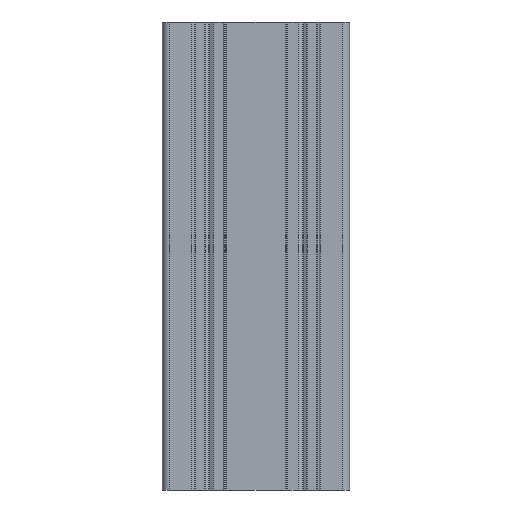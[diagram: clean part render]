
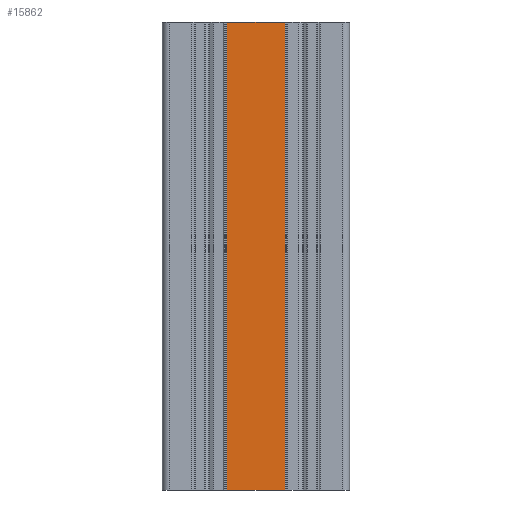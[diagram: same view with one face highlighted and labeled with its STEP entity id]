
A CAD part, left-side view. The second image highlights one B-rep face of the part: STEP entity #15862.
In plain terms, the highlighted planar face has unit normal (-1, 0, 0).
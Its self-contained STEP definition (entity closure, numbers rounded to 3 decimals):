
#44 = PLANE('',#45);
#45 = AXIS2_PLACEMENT_3D('',#46,#47,#48);
#46 = CARTESIAN_POINT('',(0.,0.,0.));
#47 = DIRECTION('',(-0.,-0.,-1.));
#48 = DIRECTION('',(-1.,0.,0.));
#100 = PLANE('',#101);
#101 = AXIS2_PLACEMENT_3D('',#102,#103,#104);
#102 = CARTESIAN_POINT('',(0.,0.,100.)
  );
#103 = DIRECTION('',(-0.,-0.,-1.));
#104 = DIRECTION('',(-1.,0.,0.));
#1076 = VERTEX_POINT('',#1077);
#1077 = CARTESIAN_POINT('',(-10.,-6.3,0.));
#1096 = CYLINDRICAL_SURFACE('',#1097,0.2);
#1097 = AXIS2_PLACEMENT_3D('',#1098,#1099,#1100);
#1098 = CARTESIAN_POINT('',(-9.8,-6.3,0.));
#1099 = DIRECTION('',(-0.,-0.,-1.));
#1100 = DIRECTION('',(1.,0.,0.));
#1108 = EDGE_CURVE('',#1076,#1109,#1111,.T.);
#1109 = VERTEX_POINT('',#1110);
#1110 = CARTESIAN_POINT('',(-10.,6.3,0.));
#1111 = SURFACE_CURVE('',#1112,(#1116,#1123),.PCURVE_S1.);
#1112 = LINE('',#1113,#1114);
#1113 = CARTESIAN_POINT('',(-10.,-18.5,0.));
#1114 = VECTOR('',#1115,1.);
#1115 = DIRECTION('',(0.,1.,0.));
#1116 = PCURVE('',#44,#1117);
#1117 = DEFINITIONAL_REPRESENTATION('',(#1118),#1122);
#1118 = LINE('',#1119,#1120);
#1119 = CARTESIAN_POINT('',(10.,-18.5));
#1120 = VECTOR('',#1121,1.);
#1121 = DIRECTION('',(0.,1.));
#1122 = ( GEOMETRIC_REPRESENTATION_CONTEXT(2) 
PARAMETRIC_REPRESENTATION_CONTEXT() REPRESENTATION_CONTEXT('2D SPACE',''
  ) );
#1123 = PCURVE('',#1124,#1129);
#1124 = PLANE('',#1125);
#1125 = AXIS2_PLACEMENT_3D('',#1126,#1127,#1128);
#1126 = CARTESIAN_POINT('',(-10.,-18.5,0.));
#1127 = DIRECTION('',(-1.,0.,0.));
#1128 = DIRECTION('',(0.,1.,0.));
#1129 = DEFINITIONAL_REPRESENTATION('',(#1130),#1134);
#1130 = LINE('',#1131,#1132);
#1131 = CARTESIAN_POINT('',(0.,0.));
#1132 = VECTOR('',#1133,1.);
#1133 = DIRECTION('',(1.,0.));
#1134 = ( GEOMETRIC_REPRESENTATION_CONTEXT(2) 
PARAMETRIC_REPRESENTATION_CONTEXT() REPRESENTATION_CONTEXT('2D SPACE',''
  ) );
#1153 = CYLINDRICAL_SURFACE('',#1154,0.2);
#1154 = AXIS2_PLACEMENT_3D('',#1155,#1156,#1157);
#1155 = CARTESIAN_POINT('',(-9.8,6.3,0.));
#1156 = DIRECTION('',(0.,0.,-1.));
#1157 = DIRECTION('',(1.,0.,0.));
#8792 = VERTEX_POINT('',#8793);
#8793 = CARTESIAN_POINT('',(-10.,-6.3,100.));
#8815 = EDGE_CURVE('',#8792,#8816,#8818,.T.);
#8816 = VERTEX_POINT('',#8817);
#8817 = CARTESIAN_POINT('',(-10.,6.3,100.));
#8818 = SURFACE_CURVE('',#8819,(#8823,#8830),.PCURVE_S1.);
#8819 = LINE('',#8820,#8821);
#8820 = CARTESIAN_POINT('',(-10.,-18.5,100.));
#8821 = VECTOR('',#8822,1.);
#8822 = DIRECTION('',(0.,1.,0.));
#8823 = PCURVE('',#100,#8824);
#8824 = DEFINITIONAL_REPRESENTATION('',(#8825),#8829);
#8825 = LINE('',#8826,#8827);
#8826 = CARTESIAN_POINT('',(10.,-18.5));
#8827 = VECTOR('',#8828,1.);
#8828 = DIRECTION('',(0.,1.));
#8829 = ( GEOMETRIC_REPRESENTATION_CONTEXT(2) 
PARAMETRIC_REPRESENTATION_CONTEXT() REPRESENTATION_CONTEXT('2D SPACE',''
  ) );
#8830 = PCURVE('',#1124,#8831);
#8831 = DEFINITIONAL_REPRESENTATION('',(#8832),#8836);
#8832 = LINE('',#8833,#8834);
#8833 = CARTESIAN_POINT('',(0.,-100.));
#8834 = VECTOR('',#8835,1.);
#8835 = DIRECTION('',(1.,0.));
#8836 = ( GEOMETRIC_REPRESENTATION_CONTEXT(2) 
PARAMETRIC_REPRESENTATION_CONTEXT() REPRESENTATION_CONTEXT('2D SPACE',''
  ) );
#15813 = EDGE_CURVE('',#1076,#8792,#15814,.T.);
#15814 = SURFACE_CURVE('',#15815,(#15819,#15826),.PCURVE_S1.);
#15815 = LINE('',#15816,#15817);
#15816 = CARTESIAN_POINT('',(-10.,-6.3,0.));
#15817 = VECTOR('',#15818,1.);
#15818 = DIRECTION('',(0.,0.,1.));
#15819 = PCURVE('',#1096,#15820);
#15820 = DEFINITIONAL_REPRESENTATION('',(#15821),#15825);
#15821 = LINE('',#15822,#15823);
#15822 = CARTESIAN_POINT('',(-3.142,0.));
#15823 = VECTOR('',#15824,1.);
#15824 = DIRECTION('',(-0.,-1.));
#15825 = ( GEOMETRIC_REPRESENTATION_CONTEXT(2) 
PARAMETRIC_REPRESENTATION_CONTEXT() REPRESENTATION_CONTEXT('2D SPACE',''
  ) );
#15826 = PCURVE('',#1124,#15827);
#15827 = DEFINITIONAL_REPRESENTATION('',(#15828),#15832);
#15828 = LINE('',#15829,#15830);
#15829 = CARTESIAN_POINT('',(12.2,0.));
#15830 = VECTOR('',#15831,1.);
#15831 = DIRECTION('',(0.,-1.));
#15832 = ( GEOMETRIC_REPRESENTATION_CONTEXT(2) 
PARAMETRIC_REPRESENTATION_CONTEXT() REPRESENTATION_CONTEXT('2D SPACE',''
  ) );
#15862 = ADVANCED_FACE('',(#15863),#1124,.T.);
#15863 = FACE_BOUND('',#15864,.T.);
#15864 = EDGE_LOOP('',(#15865,#15866,#15867,#15868));
#15865 = ORIENTED_EDGE('',*,*,#1108,.F.);
#15866 = ORIENTED_EDGE('',*,*,#15813,.T.);
#15867 = ORIENTED_EDGE('',*,*,#8815,.T.);
#15868 = ORIENTED_EDGE('',*,*,#15869,.F.);
#15869 = EDGE_CURVE('',#1109,#8816,#15870,.T.);
#15870 = SURFACE_CURVE('',#15871,(#15875,#15882),.PCURVE_S1.);
#15871 = LINE('',#15872,#15873);
#15872 = CARTESIAN_POINT('',(-10.,6.3,0.));
#15873 = VECTOR('',#15874,1.);
#15874 = DIRECTION('',(0.,0.,1.));
#15875 = PCURVE('',#1124,#15876);
#15876 = DEFINITIONAL_REPRESENTATION('',(#15877),#15881);
#15877 = LINE('',#15878,#15879);
#15878 = CARTESIAN_POINT('',(24.8,0.));
#15879 = VECTOR('',#15880,1.);
#15880 = DIRECTION('',(0.,-1.));
#15881 = ( GEOMETRIC_REPRESENTATION_CONTEXT(2) 
PARAMETRIC_REPRESENTATION_CONTEXT() REPRESENTATION_CONTEXT('2D SPACE',''
  ) );
#15882 = PCURVE('',#1153,#15883);
#15883 = DEFINITIONAL_REPRESENTATION('',(#15884),#15888);
#15884 = LINE('',#15885,#15886);
#15885 = CARTESIAN_POINT('',(3.142,0.));
#15886 = VECTOR('',#15887,1.);
#15887 = DIRECTION('',(0.,-1.));
#15888 = ( GEOMETRIC_REPRESENTATION_CONTEXT(2) 
PARAMETRIC_REPRESENTATION_CONTEXT() REPRESENTATION_CONTEXT('2D SPACE',''
  ) );
